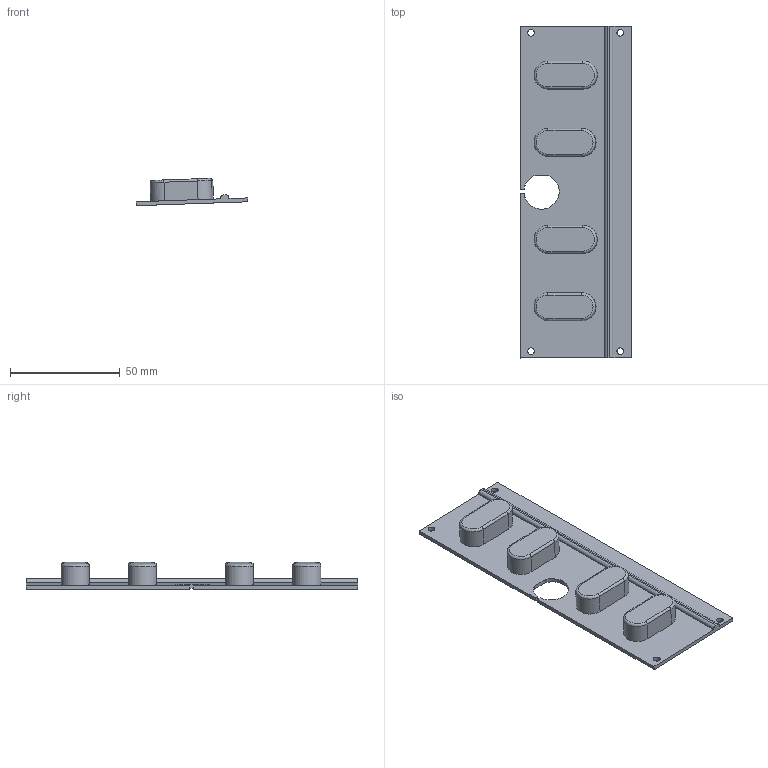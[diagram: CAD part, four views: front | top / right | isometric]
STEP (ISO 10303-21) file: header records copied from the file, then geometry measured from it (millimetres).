
FILE_DESCRIPTION(/* description */ ('Unknown'),/* implementation_level */ '2;1');
FILE_NAME(/* name */ 'Back Cover',/* time_stamp */ '2023-11-25T21:28:56+00:00',/* author */ ('Unknown'),/* organization */ ('Unknown'),/* preprocessor_version */ 'ST-DEVELOPER v18.1',/* originating_system */ 'Solid Edge',/* authorisation */ 'Unknown');
FILE_SCHEMA (('AUTOMOTIVE_DESIGN {1 0 10303 214 3 1 1}'));
Length unit declared in the file: millimetre
Products named in the file (1): Back Cover
Bounding box: 50.73 x 151.12 x 12.46 mm (x, y, z)
Volume: 17558.7 mm3; surface area: 20654.6 mm2
Topology: 1 solids, 1 shells, 94 faces, 224 edges, 140 vertices
Faces by surface type: plane 46, cylinder 32, torus 8, cone 8
Full cylindrical faces by diameter (mm): 3.048 x4
Entity records: 2694 total; most frequent: DIRECTION 486, CARTESIAN_POINT 447, ORIENTED_EDGE 432, EDGE_CURVE 216, AXIS2_PLACEMENT_3D 175, LINE 136, VECTOR 136, VERTEX_POINT 136
